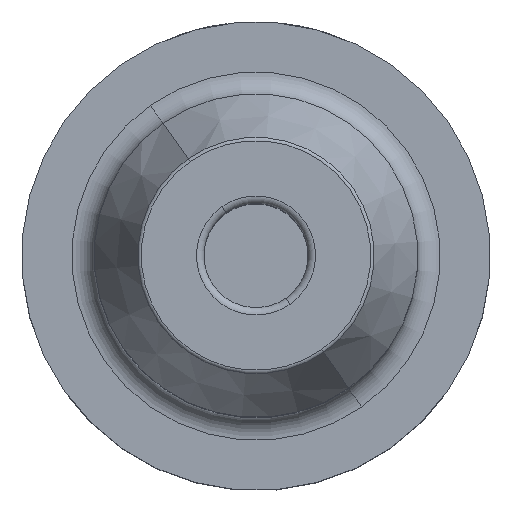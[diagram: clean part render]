
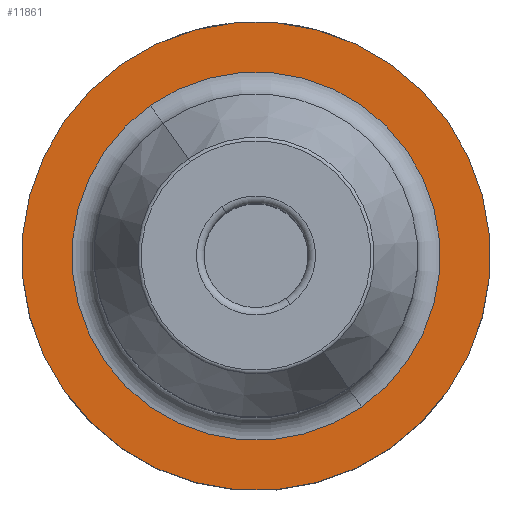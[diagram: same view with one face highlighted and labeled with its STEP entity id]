
A CAD part, top view. The second image highlights one B-rep face of the part: STEP entity #11861.
In plain terms, the highlighted planar face has unit normal (0, 0, 1).
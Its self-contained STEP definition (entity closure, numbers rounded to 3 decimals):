
#288=CARTESIAN_POINT('',(0.,0.,25.95));
#289=DIRECTION('',(0.,0.,1.));
#290=DIRECTION('',(-0.574,0.819,0.));
#291=AXIS2_PLACEMENT_3D('',#288,#289,#290);
#296=CARTESIAN_POINT('',(0.,0.,25.95));
#297=DIRECTION('',(0.,0.,-1.));
#298=DIRECTION('',(-0.574,0.819,0.));
#299=AXIS2_PLACEMENT_3D('',#296,#297,#298);
#318=CARTESIAN_POINT('',(0.,0.,25.95));
#319=DIRECTION('',(0.,0.,-1.));
#320=DIRECTION('',(-0.574,0.819,0.));
#321=AXIS2_PLACEMENT_3D('',#318,#319,#320);
#326=CARTESIAN_POINT('',(0.,0.,25.95));
#327=DIRECTION('',(0.,0.,1.));
#328=DIRECTION('',(-0.574,0.819,0.));
#329=AXIS2_PLACEMENT_3D('',#326,#327,#328);
#11480=CARTESIAN_POINT('',(-14.196,20.274,25.95));
#11481=VERTEX_POINT('',#11480);
#11482=CARTESIAN_POINT('',(-18.068,25.803,25.95));
#11484=VERTEX_POINT('',#11482);
#11552=CARTESIAN_POINT('',(14.196,-20.274,25.95));
#11553=VERTEX_POINT('',#11552);
#11554=CARTESIAN_POINT('',(18.068,-25.803,25.95));
#11556=VERTEX_POINT('',#11554);
#11846=CARTESIAN_POINT('',(0.,0.,25.95));
#11847=DIRECTION('',(0.,0.,1.));
#11848=DIRECTION('',(0.574,-0.819,0.));
#11849=AXIS2_PLACEMENT_3D('',#11846,#11847,#11848);
#11850=PLANE('',#11849);
#11852=ORIENTED_EDGE('',*,*,#11851,.T.);
#11854=ORIENTED_EDGE('',*,*,#11853,.F.);
#11855=EDGE_LOOP('',(#11852,#11854));
#11856=FACE_OUTER_BOUND('',#11855,.F.);
#11857=ORIENTED_EDGE('',*,*,#11828,.T.);
#11858=ORIENTED_EDGE('',*,*,#11839,.F.);
#11859=EDGE_LOOP('',(#11857,#11858));
#11860=FACE_BOUND('',#11859,.F.);
#11861=ADVANCED_FACE('',(#11856,#11860),#11850,.T.);
#292=CIRCLE('',#291,24.75);
#300=CIRCLE('',#299,24.75);
#322=CIRCLE('',#321,31.5);
#330=CIRCLE('',#329,31.5);
#11828=EDGE_CURVE('',#11481,#11553,#292,.T.);
#11839=EDGE_CURVE('',#11481,#11553,#300,.T.);
#11851=EDGE_CURVE('',#11484,#11556,#322,.T.);
#11853=EDGE_CURVE('',#11484,#11556,#330,.T.);
